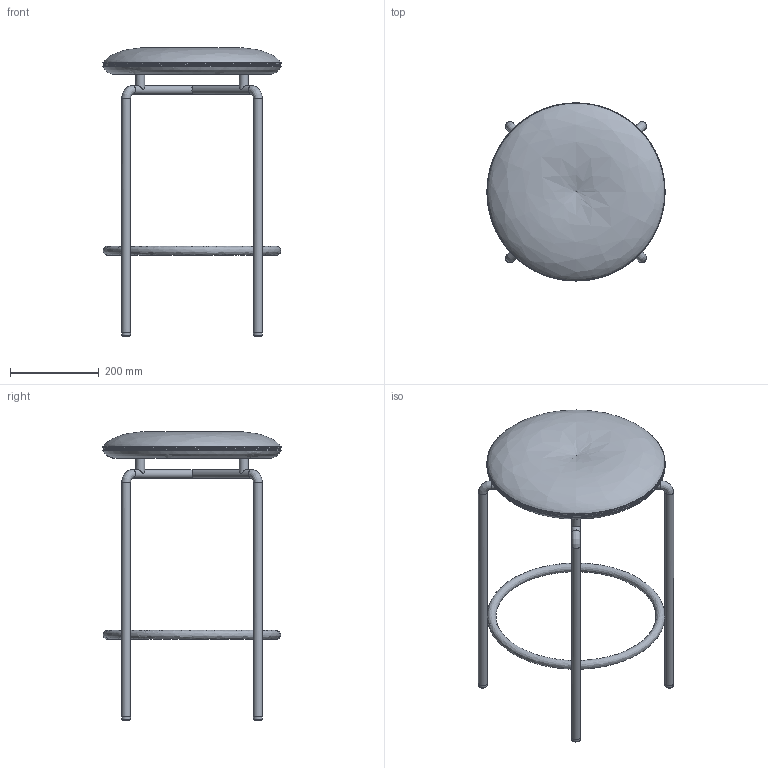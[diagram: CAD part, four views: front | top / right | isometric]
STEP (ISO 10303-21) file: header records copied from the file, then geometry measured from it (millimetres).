
FILE_DESCRIPTION(/* description */ (''),/* implementation_level */ '2;1');
FILE_NAME(/* name */ 'Circular_CB-262_3D',/* time_stamp */ '2023-10-06T12:15:53+02:00',/* author */ (''),/* organization */ (''),/* preprocessor_version */ 'ST-DEVELOPER v16.5',/* originating_system */ 'Rhino 7.31',/* authorisation */ '');
FILE_SCHEMA (('AUTOMOTIVE_DESIGN'));
Length unit declared in the file: centimetre
Products named in the file (2): Document; Circular_CB-262
Assembly tree (1 placements, depth 2):
  Document
    Circular_CB-262
Bounding box: 401.08 x 401.08 x 650.55 mm (x, y, z)
Volume: 7790435.2 mm3; surface area: 554812.8 mm2
Topology: 2 solids, 2 shells, 43 faces, 105 edges, 63 vertices
Faces by surface type: cylinder 20, bspline 15, plane 8
Full cylindrical faces by diameter (mm): 16 x4, 20 x16
Entity records: 5048 total; most frequent: CARTESIAN_POINT 4334, ORIENTED_EDGE 206, EDGE_CURVE 103, VERTEX_POINT 63, EDGE_LOOP 50, B_SPLINE_CURVE_WITH_KNOTS 46, ADVANCED_FACE 43, FACE_OUTER_BOUND 43
